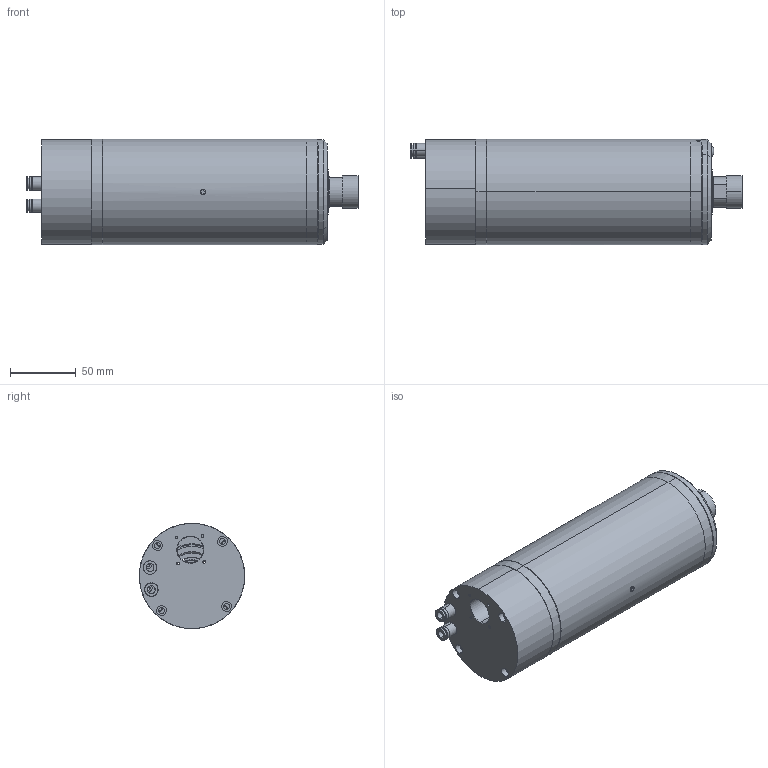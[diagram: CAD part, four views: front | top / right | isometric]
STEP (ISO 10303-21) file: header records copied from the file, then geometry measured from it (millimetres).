
FILE_DESCRIPTION (( 'STEP AP203' ), '1' );
FILE_NAME ('KGZ-08040S02.STEP', '2026-04-10T07:57:05', ( 'Microsoft' ), ( 'Microsoft' ), 'SwSTEP 2.0', 'SolidWorks 2018', '' );
FILE_SCHEMA (( 'CONFIG_CONTROL_DESIGN' ));
Length unit declared in the file: millimetre
Products named in the file (1): KGZ-08040S02
Bounding box: 252 x 80 x 80 mm (x, y, z)
Surface area: 84455.9 mm2 (no closed solid volume)
Topology: 0 solids, 16 shells, 138 faces, 445 edges, 338 vertices
Faces by surface type: cylinder 70, plane 34, cone 28, torus 6
Entity records: 5488 total; most frequent: CARTESIAN_POINT 1112, DIRECTION 1042, ORIENTED_EDGE 690, AXIS2_PLACEMENT_3D 466, EDGE_CURVE 445, VERTEX_POINT 338, CIRCLE 327, EDGE_LOOP 234
